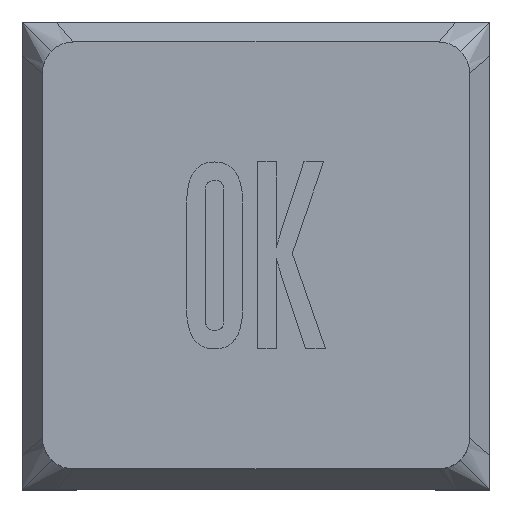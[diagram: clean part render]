
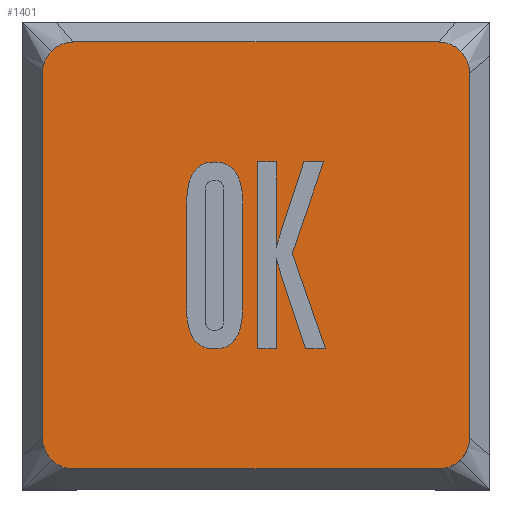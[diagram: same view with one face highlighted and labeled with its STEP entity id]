
A CAD part, top view. The second image highlights one B-rep face of the part: STEP entity #1401.
In plain terms, the highlighted planar face has unit normal (0, 0, 1).
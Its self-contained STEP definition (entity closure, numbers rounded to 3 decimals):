
#926 = VERTEX_POINT('',#927);
#927 = CARTESIAN_POINT('',(-6.85,-5.85,14.));
#933 = EDGE_CURVE('',#926,#934,#936,.T.);
#934 = VERTEX_POINT('',#935);
#935 = CARTESIAN_POINT('',(-5.85,-6.85,14.));
#936 = CIRCLE('',#937,1.);
#937 = AXIS2_PLACEMENT_3D('',#938,#939,#940);
#938 = CARTESIAN_POINT('',(-5.85,-5.85,14.));
#939 = DIRECTION('',(0.,0.,1.));
#940 = DIRECTION('',(1.,0.,0.));
#959 = VERTEX_POINT('',#960);
#960 = CARTESIAN_POINT('',(-6.85,5.85,14.));
#966 = EDGE_CURVE('',#959,#926,#967,.T.);
#967 = LINE('',#968,#969);
#968 = CARTESIAN_POINT('',(-6.85,5.85,14.));
#969 = VECTOR('',#970,1.);
#970 = DIRECTION('',(0.,-1.,0.));
#985 = VERTEX_POINT('',#986);
#986 = CARTESIAN_POINT('',(-5.85,6.85,14.));
#992 = EDGE_CURVE('',#985,#959,#993,.T.);
#993 = CIRCLE('',#994,1.);
#994 = AXIS2_PLACEMENT_3D('',#995,#996,#997);
#995 = CARTESIAN_POINT('',(-5.85,5.85,14.));
#996 = DIRECTION('',(0.,0.,1.));
#997 = DIRECTION('',(1.,0.,0.));
#1356 = VERTEX_POINT('',#1357);
#1357 = CARTESIAN_POINT('',(5.85,-6.85,14.));
#1363 = EDGE_CURVE('',#1356,#1364,#1366,.T.);
#1364 = VERTEX_POINT('',#1365);
#1365 = CARTESIAN_POINT('',(6.85,-5.85,14.));
#1366 = CIRCLE('',#1367,1.);
#1367 = AXIS2_PLACEMENT_3D('',#1368,#1369,#1370);
#1368 = CARTESIAN_POINT('',(5.85,-5.85,14.));
#1369 = DIRECTION('',(0.,0.,1.));
#1370 = DIRECTION('',(1.,0.,0.));
#1389 = EDGE_CURVE('',#934,#1356,#1390,.T.);
#1390 = LINE('',#1391,#1392);
#1391 = CARTESIAN_POINT('',(-5.85,-6.85,14.));
#1392 = VECTOR('',#1393,1.);
#1393 = DIRECTION('',(1.,0.,0.));
#1401 = ADVANCED_FACE('',(#1402,#1432,#1482),#1588,.T.);
#1402 = FACE_BOUND('',#1403,.T.);
#1403 = EDGE_LOOP('',(#1404,#1405,#1406,#1407,#1408,#1416,#1425,#1431));
#1404 = ORIENTED_EDGE('',*,*,#966,.T.);
#1405 = ORIENTED_EDGE('',*,*,#933,.T.);
#1406 = ORIENTED_EDGE('',*,*,#1389,.T.);
#1407 = ORIENTED_EDGE('',*,*,#1363,.T.);
#1408 = ORIENTED_EDGE('',*,*,#1409,.T.);
#1409 = EDGE_CURVE('',#1364,#1410,#1412,.T.);
#1410 = VERTEX_POINT('',#1411);
#1411 = CARTESIAN_POINT('',(6.85,5.85,14.));
#1412 = LINE('',#1413,#1414);
#1413 = CARTESIAN_POINT('',(6.85,-5.85,14.));
#1414 = VECTOR('',#1415,1.);
#1415 = DIRECTION('',(0.,1.,0.));
#1416 = ORIENTED_EDGE('',*,*,#1417,.T.);
#1417 = EDGE_CURVE('',#1410,#1418,#1420,.T.);
#1418 = VERTEX_POINT('',#1419);
#1419 = CARTESIAN_POINT('',(5.85,6.85,14.));
#1420 = CIRCLE('',#1421,1.);
#1421 = AXIS2_PLACEMENT_3D('',#1422,#1423,#1424);
#1422 = CARTESIAN_POINT('',(5.85,5.85,14.));
#1423 = DIRECTION('',(0.,0.,1.));
#1424 = DIRECTION('',(1.,0.,0.));
#1425 = ORIENTED_EDGE('',*,*,#1426,.T.);
#1426 = EDGE_CURVE('',#1418,#985,#1427,.T.);
#1427 = LINE('',#1428,#1429);
#1428 = CARTESIAN_POINT('',(5.85,6.85,14.));
#1429 = VECTOR('',#1430,1.);
#1430 = DIRECTION('',(-1.,0.,0.));
#1431 = ORIENTED_EDGE('',*,*,#992,.T.);
#1432 = FACE_BOUND('',#1433,.T.);
#1433 = EDGE_LOOP('',(#1434,#1444,#1452,#1460,#1468,#1476));
#1434 = ORIENTED_EDGE('',*,*,#1435,.T.);
#1435 = EDGE_CURVE('',#1436,#1438,#1440,.T.);
#1436 = VERTEX_POINT('',#1437);
#1437 = CARTESIAN_POINT('',(-0.428,1.68,14.));
#1438 = VERTEX_POINT('',#1439);
#1439 = CARTESIAN_POINT('',(-0.428,-1.68,14.));
#1440 = LINE('',#1441,#1442);
#1441 = CARTESIAN_POINT('',(-0.428,1.68,14.));
#1442 = VECTOR('',#1443,1.);
#1443 = DIRECTION('',(0.,-1.,0.));
#1444 = ORIENTED_EDGE('',*,*,#1445,.T.);
#1445 = EDGE_CURVE('',#1438,#1446,#1448,.T.);
#1446 = VERTEX_POINT('',#1447);
#1447 = CARTESIAN_POINT('',(-1.328,-3.,14.));
#1448 = B_SPLINE_CURVE_WITH_KNOTS('',2,(#1449,#1450,#1451),
  .UNSPECIFIED.,.F.,.F.,(3,3),(0.,1.),.PIECEWISE_BEZIER_KNOTS.);
#1449 = CARTESIAN_POINT('',(-0.428,-1.68,14.));
#1450 = CARTESIAN_POINT('',(-0.428,-3.,14.));
#1451 = CARTESIAN_POINT('',(-1.328,-3.,14.));
#1452 = ORIENTED_EDGE('',*,*,#1453,.T.);
#1453 = EDGE_CURVE('',#1446,#1454,#1456,.T.);
#1454 = VERTEX_POINT('',#1455);
#1455 = CARTESIAN_POINT('',(-2.228,-1.68,14.));
#1456 = B_SPLINE_CURVE_WITH_KNOTS('',2,(#1457,#1458,#1459),
  .UNSPECIFIED.,.F.,.F.,(3,3),(0.,1.),.PIECEWISE_BEZIER_KNOTS.);
#1457 = CARTESIAN_POINT('',(-1.328,-3.,14.));
#1458 = CARTESIAN_POINT('',(-2.228,-3.,14.));
#1459 = CARTESIAN_POINT('',(-2.228,-1.68,14.));
#1460 = ORIENTED_EDGE('',*,*,#1461,.T.);
#1461 = EDGE_CURVE('',#1454,#1462,#1464,.T.);
#1462 = VERTEX_POINT('',#1463);
#1463 = CARTESIAN_POINT('',(-2.228,1.68,14.));
#1464 = LINE('',#1465,#1466);
#1465 = CARTESIAN_POINT('',(-2.228,-1.68,14.));
#1466 = VECTOR('',#1467,1.);
#1467 = DIRECTION('',(0.,1.,0.));
#1468 = ORIENTED_EDGE('',*,*,#1469,.T.);
#1469 = EDGE_CURVE('',#1462,#1470,#1472,.T.);
#1470 = VERTEX_POINT('',#1471);
#1471 = CARTESIAN_POINT('',(-1.328,3.,14.));
#1472 = B_SPLINE_CURVE_WITH_KNOTS('',2,(#1473,#1474,#1475),
  .UNSPECIFIED.,.F.,.F.,(3,3),(0.,1.),.PIECEWISE_BEZIER_KNOTS.);
#1473 = CARTESIAN_POINT('',(-2.228,1.68,14.));
#1474 = CARTESIAN_POINT('',(-2.228,3.,14.));
#1475 = CARTESIAN_POINT('',(-1.328,3.,14.));
#1476 = ORIENTED_EDGE('',*,*,#1477,.T.);
#1477 = EDGE_CURVE('',#1470,#1436,#1478,.T.);
#1478 = B_SPLINE_CURVE_WITH_KNOTS('',2,(#1479,#1480,#1481),
  .UNSPECIFIED.,.F.,.F.,(3,3),(0.,1.),.PIECEWISE_BEZIER_KNOTS.);
#1479 = CARTESIAN_POINT('',(-1.328,3.,14.));
#1480 = CARTESIAN_POINT('',(-0.428,3.,14.));
#1481 = CARTESIAN_POINT('',(-0.428,1.68,14.));
#1482 = FACE_BOUND('',#1483,.T.);
#1483 = EDGE_LOOP('',(#1484,#1494,#1502,#1510,#1518,#1526,#1534,#1542,
    #1550,#1558,#1566,#1574,#1582));
#1484 = ORIENTED_EDGE('',*,*,#1485,.T.);
#1485 = EDGE_CURVE('',#1486,#1488,#1490,.T.);
#1486 = VERTEX_POINT('',#1487);
#1487 = CARTESIAN_POINT('',(0.653,-3.,14.));
#1488 = VERTEX_POINT('',#1489);
#1489 = CARTESIAN_POINT('',(0.053,-3.,14.));
#1490 = LINE('',#1491,#1492);
#1491 = CARTESIAN_POINT('',(0.653,-3.,14.));
#1492 = VECTOR('',#1493,1.);
#1493 = DIRECTION('',(-1.,0.,0.));
#1494 = ORIENTED_EDGE('',*,*,#1495,.T.);
#1495 = EDGE_CURVE('',#1488,#1496,#1498,.T.);
#1496 = VERTEX_POINT('',#1497);
#1497 = CARTESIAN_POINT('',(0.053,3.,14.));
#1498 = LINE('',#1499,#1500);
#1499 = CARTESIAN_POINT('',(0.053,-3.,14.));
#1500 = VECTOR('',#1501,1.);
#1501 = DIRECTION('',(0.,1.,0.));
#1502 = ORIENTED_EDGE('',*,*,#1503,.T.);
#1503 = EDGE_CURVE('',#1496,#1504,#1506,.T.);
#1504 = VERTEX_POINT('',#1505);
#1505 = CARTESIAN_POINT('',(0.653,3.,14.));
#1506 = LINE('',#1507,#1508);
#1507 = CARTESIAN_POINT('',(0.053,3.,14.));
#1508 = VECTOR('',#1509,1.);
#1509 = DIRECTION('',(1.,0.,0.));
#1510 = ORIENTED_EDGE('',*,*,#1511,.T.);
#1511 = EDGE_CURVE('',#1504,#1512,#1514,.T.);
#1512 = VERTEX_POINT('',#1513);
#1513 = CARTESIAN_POINT('',(0.653,0.262,14.));
#1514 = LINE('',#1515,#1516);
#1515 = CARTESIAN_POINT('',(0.653,3.,14.));
#1516 = VECTOR('',#1517,1.);
#1517 = DIRECTION('',(0.,-1.,0.));
#1518 = ORIENTED_EDGE('',*,*,#1519,.T.);
#1519 = EDGE_CURVE('',#1512,#1520,#1522,.T.);
#1520 = VERTEX_POINT('',#1521);
#1521 = CARTESIAN_POINT('',(0.811,0.795,14.));
#1522 = LINE('',#1523,#1524);
#1523 = CARTESIAN_POINT('',(0.653,0.262,14.));
#1524 = VECTOR('',#1525,1.);
#1525 = DIRECTION('',(0.284,0.959,0.));
#1526 = ORIENTED_EDGE('',*,*,#1527,.T.);
#1527 = EDGE_CURVE('',#1520,#1528,#1530,.T.);
#1528 = VERTEX_POINT('',#1529);
#1529 = CARTESIAN_POINT('',(1.538,3.,14.));
#1530 = LINE('',#1531,#1532);
#1531 = CARTESIAN_POINT('',(0.811,0.795,14.));
#1532 = VECTOR('',#1533,1.);
#1533 = DIRECTION('',(0.313,0.95,0.));
#1534 = ORIENTED_EDGE('',*,*,#1535,.T.);
#1535 = EDGE_CURVE('',#1528,#1536,#1538,.T.);
#1536 = VERTEX_POINT('',#1537);
#1537 = CARTESIAN_POINT('',(2.168,3.,14.));
#1538 = LINE('',#1539,#1540);
#1539 = CARTESIAN_POINT('',(1.538,3.,14.));
#1540 = VECTOR('',#1541,1.);
#1541 = DIRECTION('',(1.,0.,0.));
#1542 = ORIENTED_EDGE('',*,*,#1543,.T.);
#1543 = EDGE_CURVE('',#1536,#1544,#1546,.T.);
#1544 = VERTEX_POINT('',#1545);
#1545 = CARTESIAN_POINT('',(1.163,0.075,14.));
#1546 = LINE('',#1547,#1548);
#1547 = CARTESIAN_POINT('',(2.168,3.,14.));
#1548 = VECTOR('',#1549,1.);
#1549 = DIRECTION('',(-0.325,-0.946,0.));
#1550 = ORIENTED_EDGE('',*,*,#1551,.T.);
#1551 = EDGE_CURVE('',#1544,#1552,#1554,.T.);
#1552 = VERTEX_POINT('',#1553);
#1553 = CARTESIAN_POINT('',(2.228,-3.,14.));
#1554 = LINE('',#1555,#1556);
#1555 = CARTESIAN_POINT('',(1.163,0.075,14.));
#1556 = VECTOR('',#1557,1.);
#1557 = DIRECTION('',(0.327,-0.945,0.));
#1558 = ORIENTED_EDGE('',*,*,#1559,.T.);
#1559 = EDGE_CURVE('',#1552,#1560,#1562,.T.);
#1560 = VERTEX_POINT('',#1561);
#1561 = CARTESIAN_POINT('',(1.591,-3.,14.));
#1562 = LINE('',#1563,#1564);
#1563 = CARTESIAN_POINT('',(2.228,-3.,14.));
#1564 = VECTOR('',#1565,1.);
#1565 = DIRECTION('',(-1.,0.,0.));
#1566 = ORIENTED_EDGE('',*,*,#1567,.T.);
#1567 = EDGE_CURVE('',#1560,#1568,#1570,.T.);
#1568 = VERTEX_POINT('',#1569);
#1569 = CARTESIAN_POINT('',(0.811,-0.637,14.));
#1570 = LINE('',#1571,#1572);
#1571 = CARTESIAN_POINT('',(1.591,-3.,14.));
#1572 = VECTOR('',#1573,1.);
#1573 = DIRECTION('',(-0.314,0.95,0.));
#1574 = ORIENTED_EDGE('',*,*,#1575,.T.);
#1575 = EDGE_CURVE('',#1568,#1576,#1578,.T.);
#1576 = VERTEX_POINT('',#1577);
#1577 = CARTESIAN_POINT('',(0.653,-0.105,14.));
#1578 = LINE('',#1579,#1580);
#1579 = CARTESIAN_POINT('',(0.811,-0.637,14.));
#1580 = VECTOR('',#1581,1.);
#1581 = DIRECTION('',(-0.284,0.959,0.));
#1582 = ORIENTED_EDGE('',*,*,#1583,.T.);
#1583 = EDGE_CURVE('',#1576,#1486,#1584,.T.);
#1584 = LINE('',#1585,#1586);
#1585 = CARTESIAN_POINT('',(0.653,-0.105,14.));
#1586 = VECTOR('',#1587,1.);
#1587 = DIRECTION('',(0.,-1.,0.));
#1588 = PLANE('',#1589);
#1589 = AXIS2_PLACEMENT_3D('',#1590,#1591,#1592);
#1590 = CARTESIAN_POINT('',(0.,0.,14.)
  );
#1591 = DIRECTION('',(0.,0.,1.));
#1592 = DIRECTION('',(1.,0.,0.));
